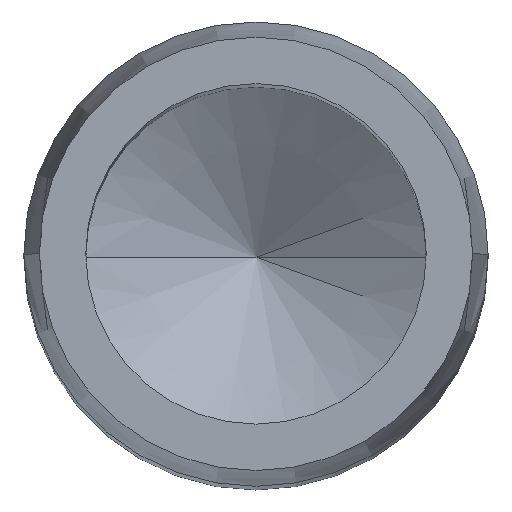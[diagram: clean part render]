
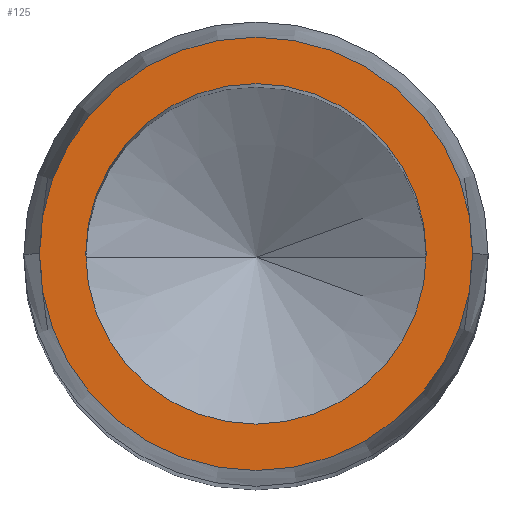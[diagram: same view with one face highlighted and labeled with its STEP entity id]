
A CAD part, top view. The second image highlights one B-rep face of the part: STEP entity #125.
In plain terms, the highlighted planar face has unit normal (0, 0, 1).
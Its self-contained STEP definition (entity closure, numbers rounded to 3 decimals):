
#32 = CIRCLE ( 'NONE', #467, 3.5 ) ;
#50 = CARTESIAN_POINT ( 'NONE',  ( 2.75, 0., 37.5 ) ) ;
#60 = DIRECTION ( 'NONE',  ( -1., 0., 0. ) ) ;
#84 = EDGE_CURVE ( 'NONE', #520, #122, #32, .T. ) ;
#105 = DIRECTION ( 'NONE',  ( 0., 0., -1. ) ) ;
#122 = VERTEX_POINT ( 'NONE', #565 ) ;
#125 = ADVANCED_FACE ( 'NONE', ( #528, #161 ), #445, .T. ) ;
#128 = CARTESIAN_POINT ( 'NONE',  ( -2.75, 0., 37.5 ) ) ;
#131 = VERTEX_POINT ( 'NONE', #206 ) ;
#139 = DIRECTION ( 'NONE',  ( 0., 0., -1. ) ) ;
#161 = FACE_OUTER_BOUND ( 'NONE', #464, .T. ) ;
#173 = ORIENTED_EDGE ( 'NONE', *, *, #84, .F. ) ;
#177 = CARTESIAN_POINT ( 'NONE',  ( 0., 0., 37.5 ) ) ;
#178 = ORIENTED_EDGE ( 'NONE', *, *, #367, .T. ) ;
#179 = CARTESIAN_POINT ( 'NONE',  ( 0., 0., 37.5 ) ) ;
#206 = CARTESIAN_POINT ( 'NONE',  ( -2.75, 0., 37.5 ) ) ;
#214 = CIRCLE ( 'NONE', #550, 2.75 ) ;
#234 = CARTESIAN_POINT ( 'NONE',  ( -3.5, 0., 37.5 ) ) ;
#249 = EDGE_CURVE ( 'NONE', #122, #520, #455, .T. ) ;
#252 = DIRECTION ( 'NONE',  ( 0., 0., 1. ) ) ;
#272 = ORIENTED_EDGE ( 'NONE', *, *, #249, .F. ) ;
#282 = DIRECTION ( 'NONE',  ( 0., 0., -1. ) ) ;
#295 = AXIS2_PLACEMENT_3D ( 'NONE', #128, #252, #353 ) ;
#317 = DIRECTION ( 'NONE',  ( -1., 0., 0. ) ) ;
#353 = DIRECTION ( 'NONE',  ( 1., 0., 0. ) ) ;
#354 = EDGE_LOOP ( 'NONE', ( #446, #178 ) ) ;
#365 = DIRECTION ( 'NONE',  ( -1., 0., 0. ) ) ;
#367 = EDGE_CURVE ( 'NONE', #131, #540, #214, .T. ) ;
#368 = AXIS2_PLACEMENT_3D ( 'NONE', #177, #139, #365 ) ;
#372 = CARTESIAN_POINT ( 'NONE',  ( 0., 0., 37.5 ) ) ;
#377 = DIRECTION ( 'NONE',  ( -1., 0., 0. ) ) ;
#392 = EDGE_CURVE ( 'NONE', #540, #131, #502, .T. ) ;
#410 = DIRECTION ( 'NONE',  ( 0., 0., -1. ) ) ;
#423 = CARTESIAN_POINT ( 'NONE',  ( 0., 0., 37.5 ) ) ;
#445 = PLANE ( 'NONE',  #295 ) ;
#446 = ORIENTED_EDGE ( 'NONE', *, *, #392, .T. ) ;
#455 = CIRCLE ( 'NONE', #530, 3.5 ) ;
#464 = EDGE_LOOP ( 'NONE', ( #173, #272 ) ) ;
#467 = AXIS2_PLACEMENT_3D ( 'NONE', #423, #282, #377 ) ;
#502 = CIRCLE ( 'NONE', #368, 2.75 ) ;
#520 = VERTEX_POINT ( 'NONE', #234 ) ;
#528 = FACE_BOUND ( 'NONE', #354, .T. ) ;
#530 = AXIS2_PLACEMENT_3D ( 'NONE', #372, #410, #317 ) ;
#540 = VERTEX_POINT ( 'NONE', #50 ) ;
#550 = AXIS2_PLACEMENT_3D ( 'NONE', #179, #105, #60 ) ;
#565 = CARTESIAN_POINT ( 'NONE',  ( 3.5, 0., 37.5 ) ) ;
